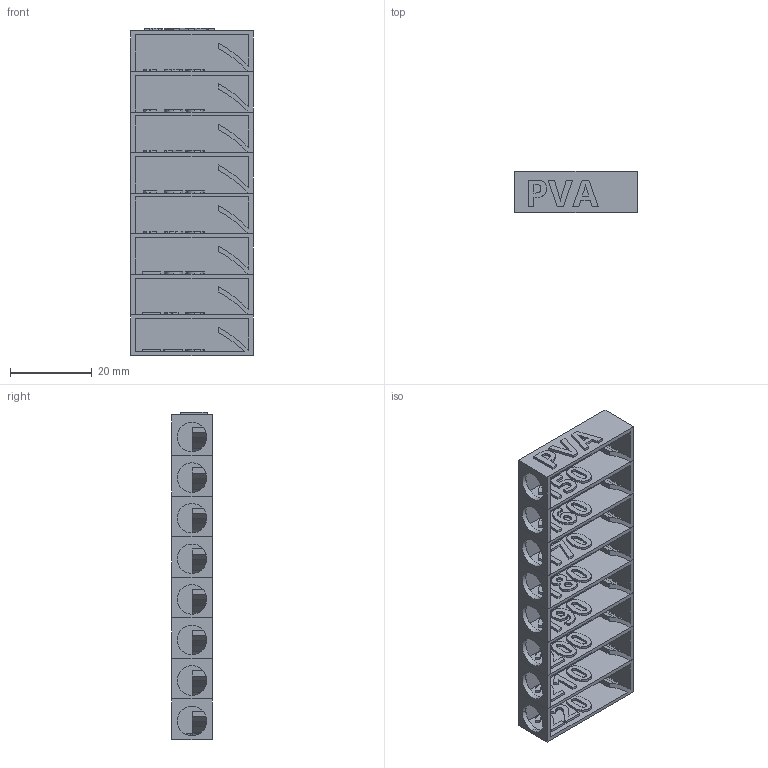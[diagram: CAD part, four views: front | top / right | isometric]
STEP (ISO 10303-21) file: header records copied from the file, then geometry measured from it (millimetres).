
FILE_DESCRIPTION(('FreeCAD Model'),'2;1');
FILE_NAME('Open CASCADE Shape Model','2023-07-20T11:19:11',(''),(''), 'Open CASCADE STEP processor 7.6','FreeCAD','Unknown');
FILE_SCHEMA(('AUTOMOTIVE_DESIGN { 1 0 10303 214 1 1 1 1 }'));
Length unit declared in the file: millimetre
Products named in the file (1): TempTower
Bounding box: 30 x 10 x 79.8 mm (x, y, z)
Volume: 7023.9 mm3; surface area: 13753.2 mm2
Topology: 8 solids, 8 shells, 709 faces, 1946 edges, 1294 vertices
Faces by surface type: extrusion 382, plane 318, cylinder 9
Full cylindrical faces by diameter (mm): 7.2 x7
Entity records: 48172 total; most frequent: CARTESIAN_POINT 11709, DIRECTION 5351, VECTOR 4650, LINE 4268, ORIENTED_EDGE 3888, PCURVE 3888, DEFINITIONAL_REPRESENTATION 3888, EDGE_CURVE 1944
